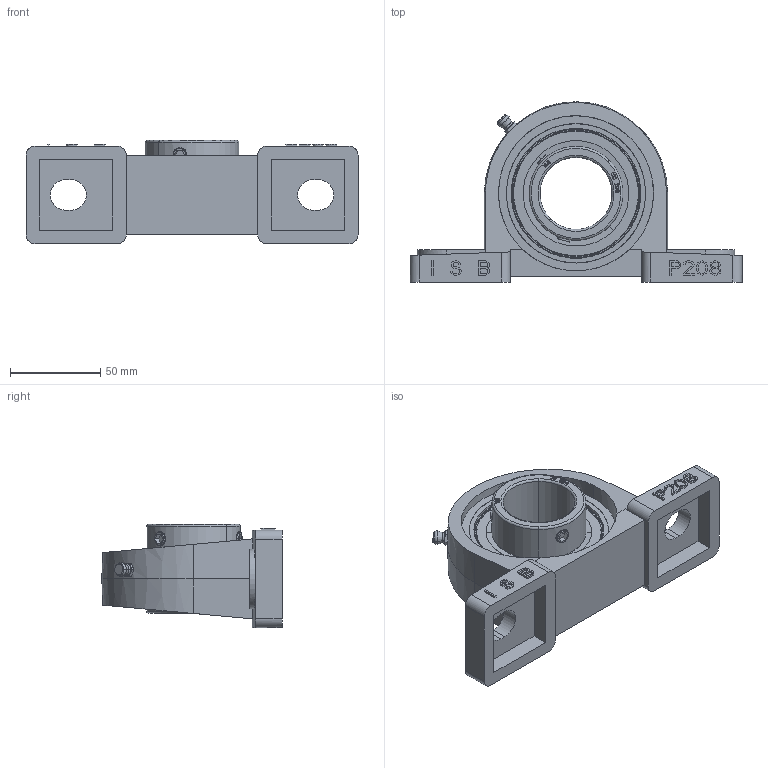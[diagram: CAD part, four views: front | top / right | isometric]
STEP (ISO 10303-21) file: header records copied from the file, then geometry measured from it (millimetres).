
FILE_DESCRIPTION((''),'2;1');
FILE_NAME('UCP208_ASM','2015-09-23T',('giuseppe.caruso'),(''),'CREO PARAMETRIC BY PTC INC, 2014500','CREO PARAMETRIC BY PTC INC, 2014500','');
FILE_SCHEMA(('CONFIG_CONTROL_DESIGN'));
Length unit declared in the file: millimetre
Products named in the file (4): P208; UC208; INGRASSATORE; UCP208_ASM
Assembly tree (3 placements, depth 2):
  UCP208_ASM
    P208
    UC208
    INGRASSATORE
Bounding box: 184 x 100 x 57.2 mm (x, y, z)
Volume: 248918.7 mm3; surface area: 94992.4 mm2
Topology: 35 solids, 38 shells, 932 faces, 2473 edges, 1616 vertices
Faces by surface type: plane 726, cylinder 108, bspline 38, cone 24, sphere 22, torus 14
Entity records: 29802 total; most frequent: CARTESIAN_POINT 6564, ORIENTED_EDGE 4856, DIRECTION 4583, EDGE_CURVE 2437, VECTOR 1985, LINE 1985, VERTEX_POINT 1616, AXIS2_PLACEMENT_3D 1299
